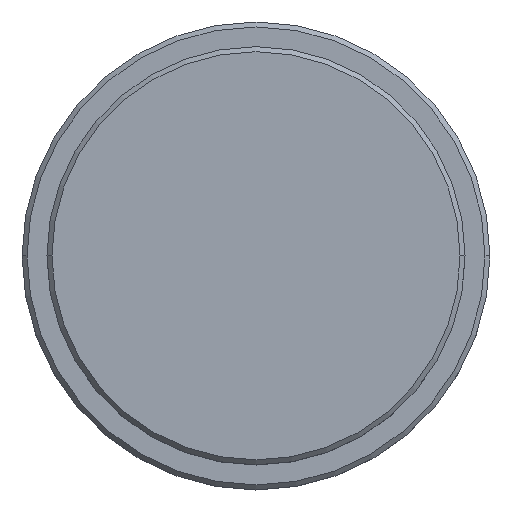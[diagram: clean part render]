
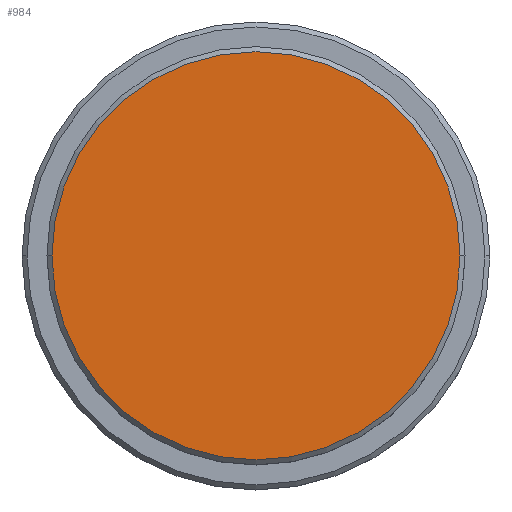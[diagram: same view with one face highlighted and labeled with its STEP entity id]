
A CAD part, top view. The second image highlights one B-rep face of the part: STEP entity #984.
In plain terms, the highlighted planar face has unit normal (0, 0, 1).
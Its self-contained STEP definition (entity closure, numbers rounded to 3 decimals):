
#12 = DIRECTION ( 'NONE',  ( 1., 0., 0. ) ) ;
#74 = CIRCLE ( 'NONE', #806, 20.5 ) ;
#116 = DIRECTION ( 'NONE',  ( 1., 0., 0. ) ) ;
#128 = DIRECTION ( 'NONE',  ( 1., 0., 0. ) ) ;
#334 = AXIS2_PLACEMENT_3D ( 'NONE', #437, #1118, #128 ) ;
#340 = DIRECTION ( 'NONE',  ( 0., 0., 1. ) ) ;
#437 = CARTESIAN_POINT ( 'NONE',  ( 0., 0., 0. ) ) ;
#489 = VERTEX_POINT ( 'NONE', #1396 ) ;
#574 = CARTESIAN_POINT ( 'NONE',  ( 0., 0., 0. ) ) ;
#593 = EDGE_CURVE ( 'NONE', #489, #1019, #917, .T. ) ;
#660 = EDGE_CURVE ( 'NONE', #1019, #489, #74, .T. ) ;
#683 = CARTESIAN_POINT ( 'NONE',  ( 0., 0., 0. ) ) ;
#714 = AXIS2_PLACEMENT_3D ( 'NONE', #574, #340, #12 ) ;
#771 = PLANE ( 'NONE',  #714 ) ;
#806 = AXIS2_PLACEMENT_3D ( 'NONE', #683, #1102, #116 ) ;
#917 = CIRCLE ( 'NONE', #334, 20.5 ) ;
#984 = ADVANCED_FACE ( 'NONE', ( #1275 ), #771, .T. ) ;
#1018 = CARTESIAN_POINT ( 'NONE',  ( 20.5, 0., 0. ) ) ;
#1019 = VERTEX_POINT ( 'NONE', #1018 ) ;
#1052 = ORIENTED_EDGE ( 'NONE', *, *, #593, .T. ) ;
#1102 = DIRECTION ( 'NONE',  ( 0., 0., 1. ) ) ;
#1118 = DIRECTION ( 'NONE',  ( 0., 0., 1. ) ) ;
#1194 = EDGE_LOOP ( 'NONE', ( #1052, #1263 ) ) ;
#1263 = ORIENTED_EDGE ( 'NONE', *, *, #660, .T. ) ;
#1275 = FACE_OUTER_BOUND ( 'NONE', #1194, .T. ) ;
#1396 = CARTESIAN_POINT ( 'NONE',  ( -20.5, 0., 0. ) ) ;
